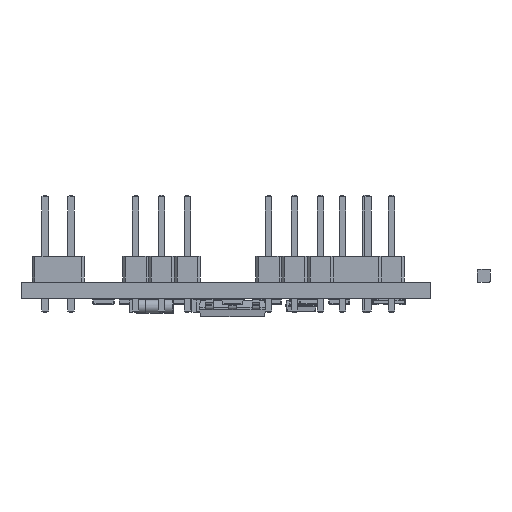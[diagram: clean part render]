
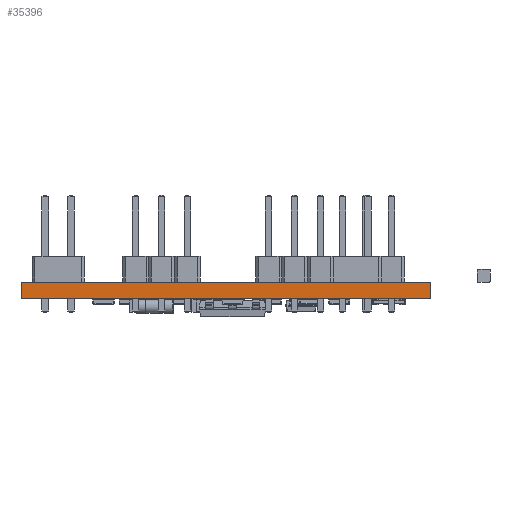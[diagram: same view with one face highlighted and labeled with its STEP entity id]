
A CAD part, left-side view. The second image highlights one B-rep face of the part: STEP entity #35396.
In plain terms, the highlighted planar face has unit normal (-1, 0, 0).
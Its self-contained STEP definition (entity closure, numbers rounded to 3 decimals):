
#35215 = PLANE('',#35216);
#35216 = AXIS2_PLACEMENT_3D('',#35217,#35218,#35219);
#35217 = CARTESIAN_POINT('',(183.288,-122.379,0.));
#35218 = DIRECTION('',(0.,-1.,0.));
#35219 = DIRECTION('',(-1.,0.,0.));
#35240 = VERTEX_POINT('',#35241);
#35241 = CARTESIAN_POINT('',(122.836,-122.379,1.6));
#35255 = PLANE('',#35256);
#35256 = AXIS2_PLACEMENT_3D('',#35257,#35258,#35259);
#35257 = CARTESIAN_POINT('',(153.062,-102.313,1.6));
#35258 = DIRECTION('',(-0.,-0.,-1.));
#35259 = DIRECTION('',(-1.,0.,0.));
#35267 = EDGE_CURVE('',#35268,#35240,#35270,.T.);
#35268 = VERTEX_POINT('',#35269);
#35269 = CARTESIAN_POINT('',(122.836,-122.379,0.));
#35270 = SURFACE_CURVE('',#35271,(#35275,#35282),.PCURVE_S1.);
#35271 = LINE('',#35272,#35273);
#35272 = CARTESIAN_POINT('',(122.836,-122.379,0.));
#35273 = VECTOR('',#35274,1.);
#35274 = DIRECTION('',(0.,0.,1.));
#35275 = PCURVE('',#35215,#35276);
#35276 = DEFINITIONAL_REPRESENTATION('',(#35277),#35281);
#35277 = LINE('',#35278,#35279);
#35278 = CARTESIAN_POINT('',(60.452,0.));
#35279 = VECTOR('',#35280,1.);
#35280 = DIRECTION('',(0.,-1.));
#35281 = ( GEOMETRIC_REPRESENTATION_CONTEXT(2) 
PARAMETRIC_REPRESENTATION_CONTEXT() REPRESENTATION_CONTEXT('2D SPACE',''
  ) );
#35282 = PCURVE('',#35283,#35288);
#35283 = PLANE('',#35284);
#35284 = AXIS2_PLACEMENT_3D('',#35285,#35286,#35287);
#35285 = CARTESIAN_POINT('',(122.836,-122.379,0.));
#35286 = DIRECTION('',(-1.,0.,0.));
#35287 = DIRECTION('',(0.,1.,0.));
#35288 = DEFINITIONAL_REPRESENTATION('',(#35289),#35293);
#35289 = LINE('',#35290,#35291);
#35290 = CARTESIAN_POINT('',(0.,0.));
#35291 = VECTOR('',#35292,1.);
#35292 = DIRECTION('',(0.,-1.));
#35293 = ( GEOMETRIC_REPRESENTATION_CONTEXT(2) 
PARAMETRIC_REPRESENTATION_CONTEXT() REPRESENTATION_CONTEXT('2D SPACE',''
  ) );
#35309 = PLANE('',#35310);
#35310 = AXIS2_PLACEMENT_3D('',#35311,#35312,#35313);
#35311 = CARTESIAN_POINT('',(153.062,-102.313,0.));
#35312 = DIRECTION('',(-0.,-0.,-1.));
#35313 = DIRECTION('',(-1.,0.,0.));
#35342 = PLANE('',#35343);
#35343 = AXIS2_PLACEMENT_3D('',#35344,#35345,#35346);
#35344 = CARTESIAN_POINT('',(122.836,-82.247,0.));
#35345 = DIRECTION('',(0.,1.,0.));
#35346 = DIRECTION('',(1.,0.,0.));
#35396 = ADVANCED_FACE('',(#35397),#35283,.T.);
#35397 = FACE_BOUND('',#35398,.T.);
#35398 = EDGE_LOOP('',(#35399,#35400,#35423,#35446));
#35399 = ORIENTED_EDGE('',*,*,#35267,.T.);
#35400 = ORIENTED_EDGE('',*,*,#35401,.T.);
#35401 = EDGE_CURVE('',#35240,#35402,#35404,.T.);
#35402 = VERTEX_POINT('',#35403);
#35403 = CARTESIAN_POINT('',(122.836,-82.247,1.6));
#35404 = SURFACE_CURVE('',#35405,(#35409,#35416),.PCURVE_S1.);
#35405 = LINE('',#35406,#35407);
#35406 = CARTESIAN_POINT('',(122.836,-122.379,1.6));
#35407 = VECTOR('',#35408,1.);
#35408 = DIRECTION('',(0.,1.,0.));
#35409 = PCURVE('',#35283,#35410);
#35410 = DEFINITIONAL_REPRESENTATION('',(#35411),#35415);
#35411 = LINE('',#35412,#35413);
#35412 = CARTESIAN_POINT('',(0.,-1.6));
#35413 = VECTOR('',#35414,1.);
#35414 = DIRECTION('',(1.,0.));
#35415 = ( GEOMETRIC_REPRESENTATION_CONTEXT(2) 
PARAMETRIC_REPRESENTATION_CONTEXT() REPRESENTATION_CONTEXT('2D SPACE',''
  ) );
#35416 = PCURVE('',#35255,#35417);
#35417 = DEFINITIONAL_REPRESENTATION('',(#35418),#35422);
#35418 = LINE('',#35419,#35420);
#35419 = CARTESIAN_POINT('',(30.226,-20.066));
#35420 = VECTOR('',#35421,1.);
#35421 = DIRECTION('',(0.,1.));
#35422 = ( GEOMETRIC_REPRESENTATION_CONTEXT(2) 
PARAMETRIC_REPRESENTATION_CONTEXT() REPRESENTATION_CONTEXT('2D SPACE',''
  ) );
#35423 = ORIENTED_EDGE('',*,*,#35424,.F.);
#35424 = EDGE_CURVE('',#35425,#35402,#35427,.T.);
#35425 = VERTEX_POINT('',#35426);
#35426 = CARTESIAN_POINT('',(122.836,-82.247,0.));
#35427 = SURFACE_CURVE('',#35428,(#35432,#35439),.PCURVE_S1.);
#35428 = LINE('',#35429,#35430);
#35429 = CARTESIAN_POINT('',(122.836,-82.247,0.));
#35430 = VECTOR('',#35431,1.);
#35431 = DIRECTION('',(0.,0.,1.));
#35432 = PCURVE('',#35283,#35433);
#35433 = DEFINITIONAL_REPRESENTATION('',(#35434),#35438);
#35434 = LINE('',#35435,#35436);
#35435 = CARTESIAN_POINT('',(40.132,0.));
#35436 = VECTOR('',#35437,1.);
#35437 = DIRECTION('',(0.,-1.));
#35438 = ( GEOMETRIC_REPRESENTATION_CONTEXT(2) 
PARAMETRIC_REPRESENTATION_CONTEXT() REPRESENTATION_CONTEXT('2D SPACE',''
  ) );
#35439 = PCURVE('',#35342,#35440);
#35440 = DEFINITIONAL_REPRESENTATION('',(#35441),#35445);
#35441 = LINE('',#35442,#35443);
#35442 = CARTESIAN_POINT('',(0.,0.));
#35443 = VECTOR('',#35444,1.);
#35444 = DIRECTION('',(0.,-1.));
#35445 = ( GEOMETRIC_REPRESENTATION_CONTEXT(2) 
PARAMETRIC_REPRESENTATION_CONTEXT() REPRESENTATION_CONTEXT('2D SPACE',''
  ) );
#35446 = ORIENTED_EDGE('',*,*,#35447,.F.);
#35447 = EDGE_CURVE('',#35268,#35425,#35448,.T.);
#35448 = SURFACE_CURVE('',#35449,(#35453,#35460),.PCURVE_S1.);
#35449 = LINE('',#35450,#35451);
#35450 = CARTESIAN_POINT('',(122.836,-122.379,0.));
#35451 = VECTOR('',#35452,1.);
#35452 = DIRECTION('',(0.,1.,0.));
#35453 = PCURVE('',#35283,#35454);
#35454 = DEFINITIONAL_REPRESENTATION('',(#35455),#35459);
#35455 = LINE('',#35456,#35457);
#35456 = CARTESIAN_POINT('',(0.,0.));
#35457 = VECTOR('',#35458,1.);
#35458 = DIRECTION('',(1.,0.));
#35459 = ( GEOMETRIC_REPRESENTATION_CONTEXT(2) 
PARAMETRIC_REPRESENTATION_CONTEXT() REPRESENTATION_CONTEXT('2D SPACE',''
  ) );
#35460 = PCURVE('',#35309,#35461);
#35461 = DEFINITIONAL_REPRESENTATION('',(#35462),#35466);
#35462 = LINE('',#35463,#35464);
#35463 = CARTESIAN_POINT('',(30.226,-20.066));
#35464 = VECTOR('',#35465,1.);
#35465 = DIRECTION('',(0.,1.));
#35466 = ( GEOMETRIC_REPRESENTATION_CONTEXT(2) 
PARAMETRIC_REPRESENTATION_CONTEXT() REPRESENTATION_CONTEXT('2D SPACE',''
  ) );
